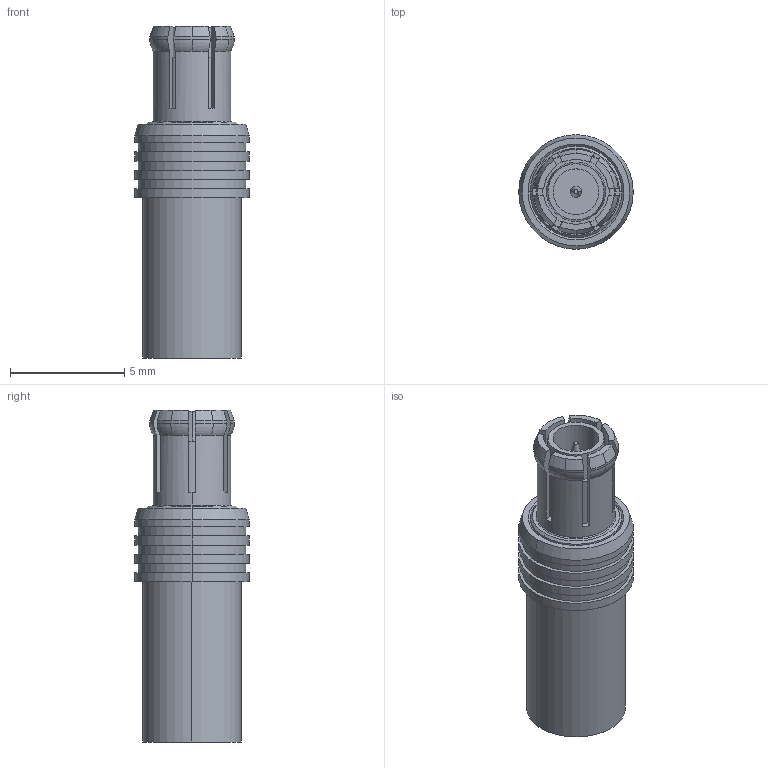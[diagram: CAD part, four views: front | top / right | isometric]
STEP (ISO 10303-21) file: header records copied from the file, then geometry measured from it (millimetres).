
FILE_DESCRIPTION (( 'STEP AP214' ), '1' );
FILE_NAME ('J01270A0171.STEP', '2018-11-12T15:18:44', ( '' ), ( '' ), 'SwSTEP 2.0', 'SolidWorks 2017', '' );
FILE_SCHEMA (( 'AUTOMOTIVE_DESIGN' ));
Length unit declared in the file: millimetre
Products named in the file (1): J01270A0171
Bounding box: 5 x 5 x 14.5 mm (x, y, z)
Volume: 154.8 mm3; surface area: 349.6 mm2
Topology: 1 solids, 1 shells, 130 faces, 325 edges, 212 vertices
Faces by surface type: cylinder 49, plane 41, cone 26, torus 14
Entity records: 5330 total; most frequent: CARTESIAN_POINT 760, DIRECTION 729, ORIENTED_EDGE 650, EDGE_CURVE 325, AXIS2_PLACEMENT_3D 297, VERTEX_POINT 212, CIRCLE 166, EDGE_LOOP 145
